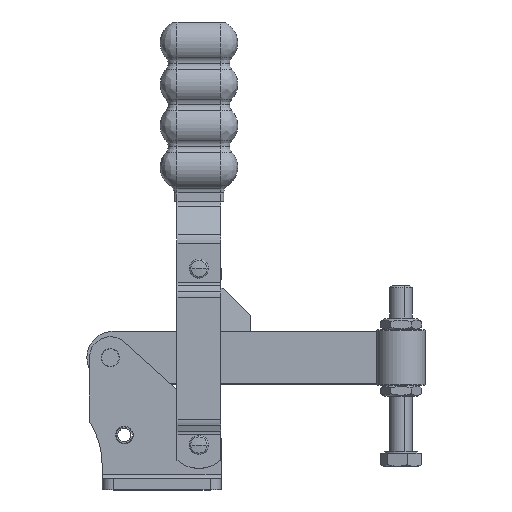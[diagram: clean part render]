
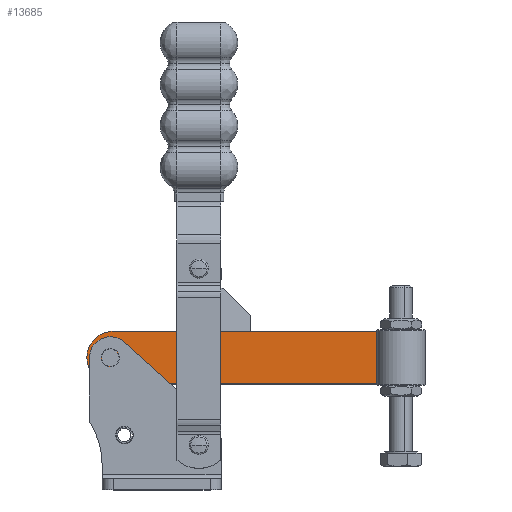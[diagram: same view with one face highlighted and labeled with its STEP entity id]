
A CAD part, top view. The second image highlights one B-rep face of the part: STEP entity #13685.
In plain terms, the highlighted planar face has unit normal (0, 0, 1).
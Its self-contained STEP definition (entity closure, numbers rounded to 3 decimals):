
#13333=CARTESIAN_POINT('',(144.388,134.486,0.));
#13334=VERTEX_POINT('',#13333);
#13343=CARTESIAN_POINT('',(150.669,133.553,0.));
#13344=VERTEX_POINT('',#13343);
#13345=CARTESIAN_POINT('',(147.529,134.02,0.));
#13346=DIRECTION('',(0.,0.,1.));
#13347=DIRECTION('',(-0.989,0.147,0.));
#13348=AXIS2_PLACEMENT_3D('',#13345,#13346,#13347);
#13349=CIRCLE('',#13348,3.175);
#13350=EDGE_CURVE('',#13334,#13344,#13349,.T.);
#13417=CARTESIAN_POINT('',(112.491,133.819,0.));
#13418=VERTEX_POINT('',#13417);
#13427=CARTESIAN_POINT('',(118.841,133.819,0.));
#13428=VERTEX_POINT('',#13427);
#13429=CARTESIAN_POINT('',(115.666,133.819,0.));
#13430=DIRECTION('',(0.0,0.,1.0));
#13431=DIRECTION('',(-1.0,0.0,0.0));
#13432=AXIS2_PLACEMENT_3D('',#13429,#13430,#13431);
#13433=CIRCLE('',#13432,3.175);
#13434=EDGE_CURVE('',#13418,#13428,#13433,.T.);
#13511=CARTESIAN_POINT('',(211.95,123.464,0.));
#13512=VERTEX_POINT('',#13511);
#13519=CARTESIAN_POINT('',(116.624,124.286,0.));
#13520=VERTEX_POINT('',#13519);
#13521=CARTESIAN_POINT('',(116.624,124.286,0.));
#13522=DIRECTION('',(1.,-0.009,0.));
#13523=VECTOR('',#13522,95.33);
#13524=LINE('',#13521,#13523);
#13525=EDGE_CURVE('',#13520,#13512,#13524,.T.);
#13551=CARTESIAN_POINT('',(116.788,143.335,0.));
#13552=VERTEX_POINT('',#13551);
#13553=CARTESIAN_POINT('',(116.706,133.81,0.));
#13554=DIRECTION('',(0.,0.,1.));
#13555=DIRECTION('',(0.009,1.,0.));
#13556=AXIS2_PLACEMENT_3D('',#13553,#13554,#13555);
#13557=CIRCLE('',#13556,9.525);
#13558=EDGE_CURVE('',#13552,#13520,#13557,.T.);
#13583=CARTESIAN_POINT('',(212.114,142.513,0.));
#13584=VERTEX_POINT('',#13583);
#13585=CARTESIAN_POINT('',(212.114,142.513,0.));
#13586=DIRECTION('',(-1.,0.009,0.));
#13587=VECTOR('',#13586,95.33);
#13588=LINE('',#13585,#13587);
#13589=EDGE_CURVE('',#13584,#13552,#13588,.T.);
#13645=CARTESIAN_POINT('',(211.95,123.464,0.));
#13646=DIRECTION('',(0.009,1.,0.));
#13647=VECTOR('',#13646,19.05);
#13648=LINE('',#13645,#13647);
#13649=EDGE_CURVE('',#13512,#13584,#13648,.T.);
#13654=CARTESIAN_POINT('',(246.615,122.69,0.));
#13655=DIRECTION('',(0.,0.,-1.0));
#13656=DIRECTION('',(-1.,0.009,0.));
#13657=AXIS2_PLACEMENT_3D('',#13654,#13655,#13656);
#13658=PLANE('',#13657);
#13659=ORIENTED_EDGE('',*,*,#13525,.T.);
#13660=ORIENTED_EDGE('',*,*,#13649,.T.);
#13661=ORIENTED_EDGE('',*,*,#13589,.T.);
#13662=ORIENTED_EDGE('',*,*,#13558,.T.);
#13663=EDGE_LOOP('',(#13659,#13660,#13661,#13662));
#13664=FACE_OUTER_BOUND('',#13663,.T.);
#13665=CARTESIAN_POINT('',(115.666,133.819,0.));
#13666=DIRECTION('',(0.0,0.,1.0));
#13667=DIRECTION('',(-1.0,0.0,0.0));
#13668=AXIS2_PLACEMENT_3D('',#13665,#13666,#13667);
#13669=CIRCLE('',#13668,3.175);
#13670=EDGE_CURVE('',#13428,#13418,#13669,.T.);
#13671=ORIENTED_EDGE('',*,*,#13670,.F.);
#13672=ORIENTED_EDGE('',*,*,#13434,.F.);
#13673=EDGE_LOOP('',(#13671,#13672));
#13674=FACE_BOUND('',#13673,.T.);
#13675=CARTESIAN_POINT('',(147.529,134.02,0.));
#13676=DIRECTION('',(0.,0.,1.));
#13677=DIRECTION('',(-0.989,0.147,0.));
#13678=AXIS2_PLACEMENT_3D('',#13675,#13676,#13677);
#13679=CIRCLE('',#13678,3.175);
#13680=EDGE_CURVE('',#13344,#13334,#13679,.T.);
#13681=ORIENTED_EDGE('',*,*,#13680,.F.);
#13682=ORIENTED_EDGE('',*,*,#13350,.F.);
#13683=EDGE_LOOP('',(#13681,#13682));
#13684=FACE_BOUND('',#13683,.T.);
#13685=ADVANCED_FACE('',(#13664,#13674,#13684),#13658,.F.);
